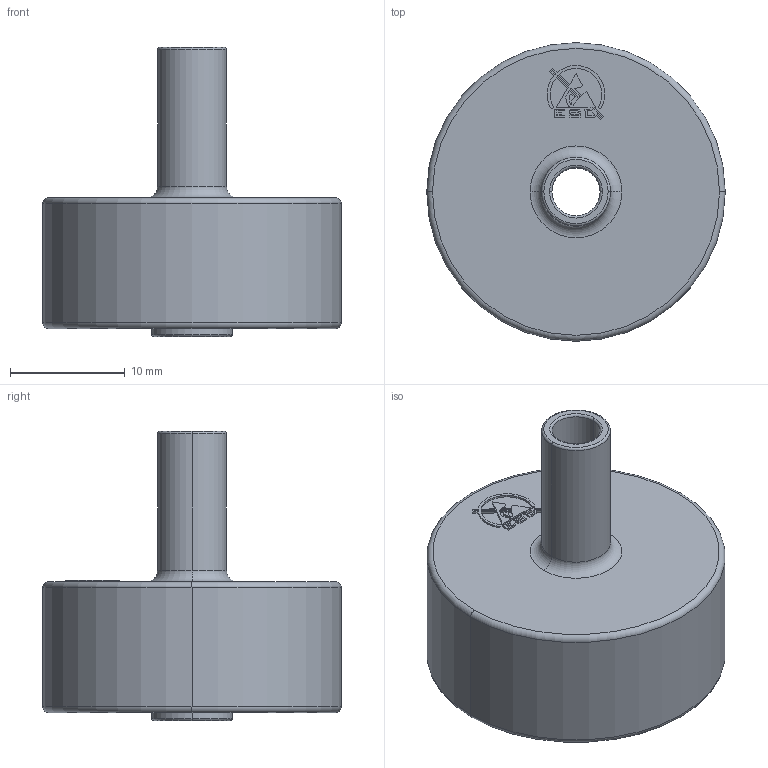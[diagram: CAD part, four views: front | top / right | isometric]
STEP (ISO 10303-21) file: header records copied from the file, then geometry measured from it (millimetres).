
FILE_DESCRIPTION (( 'STEP AP203' ), '1' );
FILE_NAME ('062RH2691ESD.STEP', '2015-09-11T13:46:52', ( 'Fath' ), ( 'Hewlett-Packard Company' ), 'SwSTEP 2.0', 'SolidWorks 2014', '' );
FILE_SCHEMA (( 'CONFIG_CONTROL_DESIGN' ));
Length unit declared in the file: millimetre
Products named in the file (1): 062RH2691ESD
Bounding box: 26 x 26 x 25.2 mm (x, y, z)
Volume: 3142.7 mm3; surface area: 4071.6 mm2
Topology: 1 solids, 1 shells, 343 faces, 863 edges, 520 vertices
Faces by surface type: plane 165, cylinder 74, torus 40, bspline 34, sphere 30
Entity records: 10764 total; most frequent: CARTESIAN_POINT 2699, ORIENTED_EDGE 1678, DIRECTION 1655, EDGE_CURVE 839, AXIS2_PLACEMENT_3D 574, VERTEX_POINT 512, VECTOR 507, LINE 507
